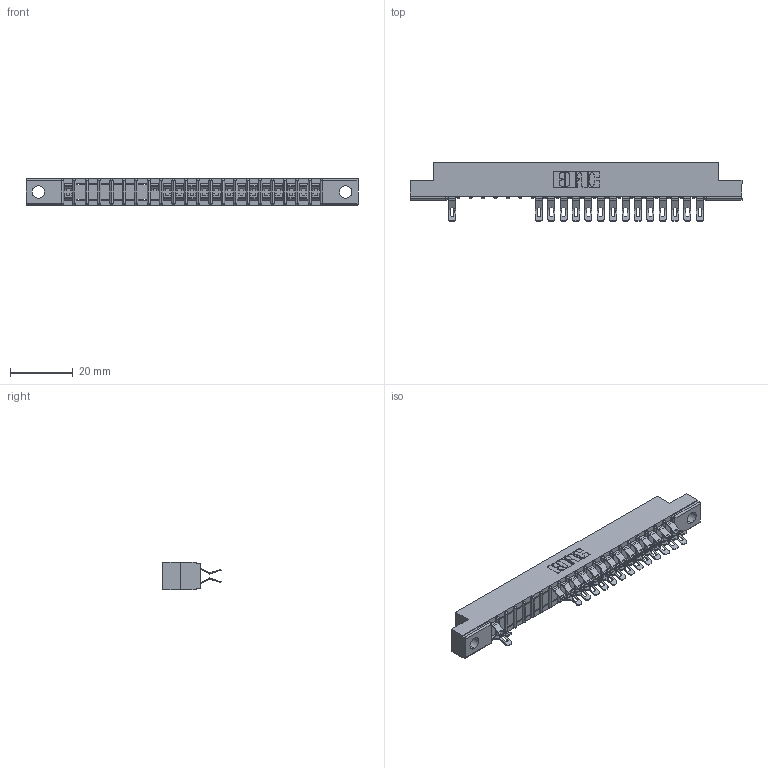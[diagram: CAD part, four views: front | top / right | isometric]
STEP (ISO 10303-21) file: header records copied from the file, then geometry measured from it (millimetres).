
FILE_DESCRIPTION (( 'STEP AP203' ), '1' );
FILE_NAME ('307-042-555-202.STEP', '2018-08-05T18:23:49', ( '' ), ( '' ), 'SwSTEP 2.0', 'SolidWorks 2016', '' );
FILE_SCHEMA (( 'CONFIG_CONTROL_DESIGN' ));
Length unit declared in the file: inch
Products named in the file (3): 307 Part_.128 Dia Mounting Holes; 307-290-001_555; 307-042-555-202
Assembly tree (30 placements, depth 2):
  307-042-555-202
    307 Part_.128 Dia Mounting Holes
    307-290-001_555  x29
Bounding box: 106.22 x 18.75 x 8.71 mm (x, y, z)
Volume: 6778.4 mm3; surface area: 11250.3 mm2
Topology: 30 solids, 30 shells, 2039 faces, 5988 edges, 3892 vertices
Faces by surface type: plane 1134, cylinder 861, sphere 44
Entity records: 21387 total; most frequent: CARTESIAN_POINT 3564, ORIENTED_EDGE 3544, DIRECTION 3494, EDGE_CURVE 1772, VECTOR 1338, LINE 1338, VERTEX_POINT 1148, AXIS2_PLACEMENT_3D 1078
